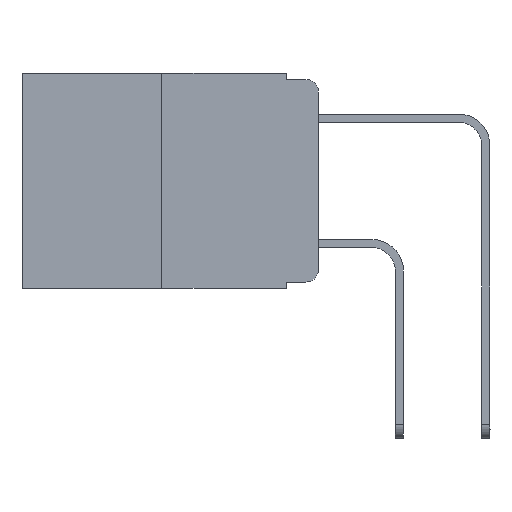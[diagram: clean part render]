
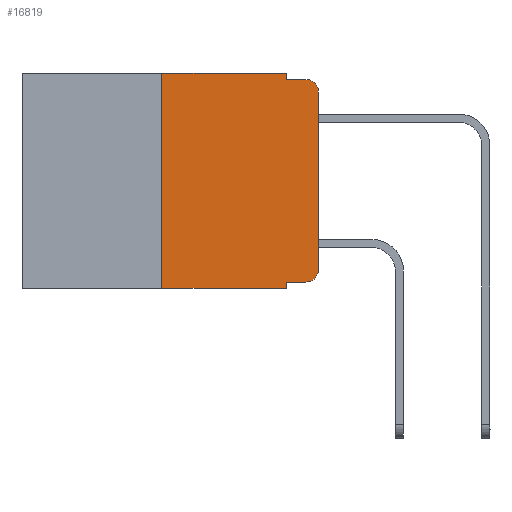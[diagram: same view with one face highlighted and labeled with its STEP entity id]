
A CAD part, left-side view. The second image highlights one B-rep face of the part: STEP entity #16819.
In plain terms, the highlighted planar face has unit normal (-1, 0, 0).
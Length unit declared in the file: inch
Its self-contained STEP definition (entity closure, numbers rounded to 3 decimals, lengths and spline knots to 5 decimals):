
#144 = EDGE_CURVE ( 'NONE', #13044, #11057, #4375, .T. ) ;
#287 = CARTESIAN_POINT ( 'NONE',  ( 0., 0.051, -0.333 ) ) ;
#479 = LINE ( 'NONE', #13098, #11581 ) ;
#738 = CARTESIAN_POINT ( 'NONE',  ( 0., 0.051, -0.343 ) ) ;
#866 = AXIS2_PLACEMENT_3D ( 'NONE', #12274, #10708, #10813 ) ;
#1150 = VECTOR ( 'NONE', #9859, 39.37008 ) ;
#1204 = CARTESIAN_POINT ( 'NONE',  ( 0., 0.051, -0.01 ) ) ;
#1230 = VERTEX_POINT ( 'NONE', #1259 ) ;
#1259 = CARTESIAN_POINT ( 'NONE',  ( 0., 0., -0.03 ) ) ;
#2077 = CARTESIAN_POINT ( 'NONE',  ( 0., 0.473, -0.343 ) ) ;
#2245 = CIRCLE ( 'NONE', #866, 0.02 ) ;
#2325 = ORIENTED_EDGE ( 'NONE', *, *, #10617, .F. ) ;
#2529 = CARTESIAN_POINT ( 'NONE',  ( 0., 0.25, -0.343 ) ) ;
#2736 = CIRCLE ( 'NONE', #5451, 0.02 ) ;
#2874 = LINE ( 'NONE', #7496, #12288 ) ;
#3069 = LINE ( 'NONE', #13629, #11021 ) ;
#3076 = EDGE_CURVE ( 'NONE', #16243, #1230, #3069, .T. ) ;
#3526 = CARTESIAN_POINT ( 'NONE',  ( 0., 0.473, 0. ) ) ;
#3570 = ORIENTED_EDGE ( 'NONE', *, *, #14824, .F. ) ;
#3583 = DIRECTION ( 'NONE',  ( 0., 0., -1. ) ) ;
#3888 = EDGE_CURVE ( 'NONE', #5008, #10685, #8283, .T. ) ;
#3940 = DIRECTION ( 'NONE',  ( 0., 0., -1. ) ) ;
#4375 = LINE ( 'NONE', #2077, #4591 ) ;
#4443 = LINE ( 'NONE', #10525, #7389 ) ;
#4564 = CARTESIAN_POINT ( 'NONE',  ( 0., 0.051, 0. ) ) ;
#4591 = VECTOR ( 'NONE', #4699, 39.37008 ) ;
#4626 = EDGE_CURVE ( 'NONE', #5008, #11057, #479, .T. ) ;
#4699 = DIRECTION ( 'NONE',  ( 0., -1., 0. ) ) ;
#4794 = DIRECTION ( 'NONE',  ( 1., 0., 0. ) ) ;
#5008 = VERTEX_POINT ( 'NONE', #7137 ) ;
#5165 = VECTOR ( 'NONE', #7545, 39.37008 ) ;
#5221 = EDGE_CURVE ( 'NONE', #11398, #11370, #4443, .T. ) ;
#5451 = AXIS2_PLACEMENT_3D ( 'NONE', #11143, #13814, #15177 ) ;
#6220 = AXIS2_PLACEMENT_3D ( 'NONE', #3526, #4794, #3583 ) ;
#6464 = EDGE_CURVE ( 'NONE', #10685, #16243, #2736, .T. ) ;
#6547 = DIRECTION ( 'NONE',  ( 0., 0., -1. ) ) ;
#7137 = CARTESIAN_POINT ( 'NONE',  ( 0., 0.051, -0.333 ) ) ;
#7389 = VECTOR ( 'NONE', #6547, 39.37008 ) ;
#7496 = CARTESIAN_POINT ( 'NONE',  ( 0., 0.25, 0. ) ) ;
#7545 = DIRECTION ( 'NONE',  ( 0., -1., 0. ) ) ;
#7550 = CARTESIAN_POINT ( 'NONE',  ( 0., 0.25, 0. ) ) ;
#7735 = ORIENTED_EDGE ( 'NONE', *, *, #3888, .T. ) ;
#8283 = LINE ( 'NONE', #287, #1150 ) ;
#8350 = ORIENTED_EDGE ( 'NONE', *, *, #14815, .F. ) ;
#8740 = LINE ( 'NONE', #16911, #5165 ) ;
#8944 = VERTEX_POINT ( 'NONE', #13023 ) ;
#9856 = VECTOR ( 'NONE', #13349, 39.37008 ) ;
#9859 = DIRECTION ( 'NONE',  ( 0., -1., 0. ) ) ;
#10525 = CARTESIAN_POINT ( 'NONE',  ( 0., 0.051, 0. ) ) ;
#10617 = EDGE_CURVE ( 'NONE', #11370, #8944, #13579, .T. ) ;
#10685 = VERTEX_POINT ( 'NONE', #12201 ) ;
#10708 = DIRECTION ( 'NONE',  ( -1., 0., 0. ) ) ;
#10813 = DIRECTION ( 'NONE',  ( 0., 0., -1. ) ) ;
#11021 = VECTOR ( 'NONE', #12473, 39.37008 ) ;
#11057 = VERTEX_POINT ( 'NONE', #738 ) ;
#11113 = CARTESIAN_POINT ( 'NONE',  ( 0., 0.051, -0.01 ) ) ;
#11143 = CARTESIAN_POINT ( 'NONE',  ( 0., 0.02, -0.313 ) ) ;
#11307 = ORIENTED_EDGE ( 'NONE', *, *, #6464, .T. ) ;
#11370 = VERTEX_POINT ( 'NONE', #11113 ) ;
#11398 = VERTEX_POINT ( 'NONE', #4564 ) ;
#11519 = PLANE ( 'NONE',  #6220 ) ;
#11581 = VECTOR ( 'NONE', #3940, 39.37008 ) ;
#12084 = EDGE_CURVE ( 'NONE', #1230, #8944, #2245, .T. ) ;
#12201 = CARTESIAN_POINT ( 'NONE',  ( 0., 0.02, -0.333 ) ) ;
#12274 = CARTESIAN_POINT ( 'NONE',  ( 0., 0.02, -0.03 ) ) ;
#12288 = VECTOR ( 'NONE', #15571, 39.37008 ) ;
#12473 = DIRECTION ( 'NONE',  ( 0., 0., 1. ) ) ;
#13023 = CARTESIAN_POINT ( 'NONE',  ( 0., 0.02, -0.01 ) ) ;
#13044 = VERTEX_POINT ( 'NONE', #2529 ) ;
#13098 = CARTESIAN_POINT ( 'NONE',  ( 0., 0.051, 0. ) ) ;
#13349 = DIRECTION ( 'NONE',  ( 0., -1., 0. ) ) ;
#13579 = LINE ( 'NONE', #1204, #9856 ) ;
#13629 = CARTESIAN_POINT ( 'NONE',  ( 0., 0., 0. ) ) ;
#13814 = DIRECTION ( 'NONE',  ( -1., 0., 0. ) ) ;
#13965 = ORIENTED_EDGE ( 'NONE', *, *, #144, .T. ) ;
#14437 = EDGE_LOOP ( 'NONE', ( #16635, #16278, #2325, #15029, #3570, #8350, #13965, #14552, #7735, #11307 ) ) ;
#14552 = ORIENTED_EDGE ( 'NONE', *, *, #4626, .F. ) ;
#14815 = EDGE_CURVE ( 'NONE', #13044, #16758, #2874, .T. ) ;
#14824 = EDGE_CURVE ( 'NONE', #16758, #11398, #8740, .T. ) ;
#15029 = ORIENTED_EDGE ( 'NONE', *, *, #5221, .F. ) ;
#15177 = DIRECTION ( 'NONE',  ( 0., 0., -1. ) ) ;
#15339 = FACE_OUTER_BOUND ( 'NONE', #14437, .T. ) ;
#15571 = DIRECTION ( 'NONE',  ( 0., 0., 1. ) ) ;
#15925 = CARTESIAN_POINT ( 'NONE',  ( 0., 0., -0.313 ) ) ;
#16243 = VERTEX_POINT ( 'NONE', #15925 ) ;
#16278 = ORIENTED_EDGE ( 'NONE', *, *, #12084, .T. ) ;
#16635 = ORIENTED_EDGE ( 'NONE', *, *, #3076, .T. ) ;
#16758 = VERTEX_POINT ( 'NONE', #7550 ) ;
#16819 = ADVANCED_FACE ( 'NONE', ( #15339 ), #11519, .F. ) ;
#16911 = CARTESIAN_POINT ( 'NONE',  ( 0., 0.473, 0. ) ) ;
